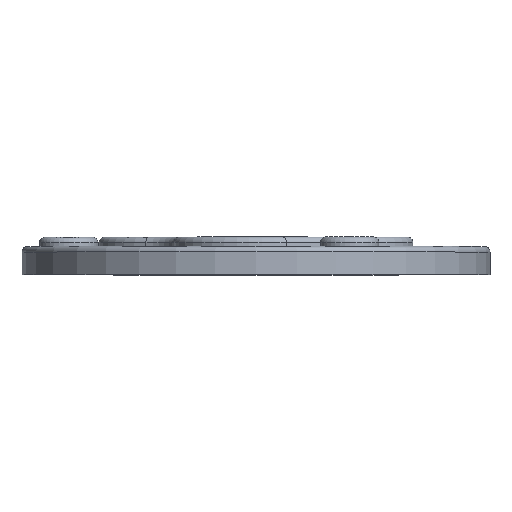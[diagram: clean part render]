
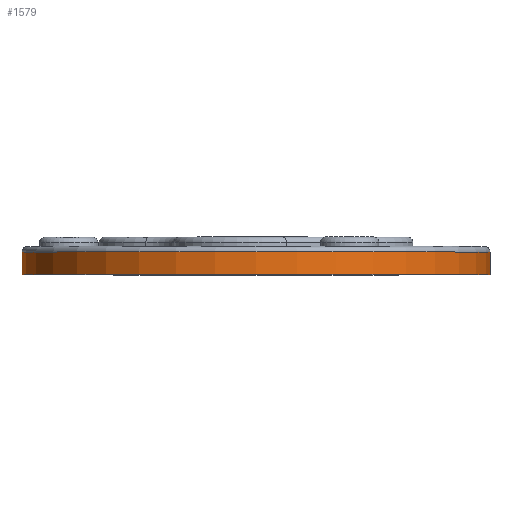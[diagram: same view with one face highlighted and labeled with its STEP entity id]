
A CAD part, top view. The second image highlights one B-rep face of the part: STEP entity #1579.
In plain terms, the highlighted cylindrical face has radius 50 mm (diameter 100 mm), a full revolution.
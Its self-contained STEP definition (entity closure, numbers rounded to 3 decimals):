
#27=FACE_BOUND('',#465,.T.);
#279=CYLINDRICAL_SURFACE('',#1737,50.);
#355=FACE_OUTER_BOUND('',#464,.T.);
#464=EDGE_LOOP('',(#1181));
#465=EDGE_LOOP('',(#1182));
#621=CIRCLE('',#1736,50.);
#622=CIRCLE('',#1738,50.);
#759=VERTEX_POINT('',#2582);
#760=VERTEX_POINT('',#2585);
#927=EDGE_CURVE('',#759,#759,#621,.T.);
#928=EDGE_CURVE('',#760,#760,#622,.T.);
#1181=ORIENTED_EDGE('',*,*,#927,.F.);
#1182=ORIENTED_EDGE('',*,*,#928,.F.);
#1579=ADVANCED_FACE('',(#355,#27),#279,.T.);
#1736=AXIS2_PLACEMENT_3D('',#2583,#2048,#2049);
#1737=AXIS2_PLACEMENT_3D('',#2584,#2050,#2051);
#1738=AXIS2_PLACEMENT_3D('',#2586,#2052,#2053);
#2048=DIRECTION('center_axis',(0.,1.,0.));
#2049=DIRECTION('ref_axis',(0.866,0.,-0.5));
#2050=DIRECTION('center_axis',(0.,-1.,0.));
#2051=DIRECTION('ref_axis',(0.866,0.,-0.5));
#2052=DIRECTION('center_axis',(0.,-1.,0.));
#2053=DIRECTION('ref_axis',(0.866,0.,-0.5));
#2582=CARTESIAN_POINT('',(-43.301,30.891,25.));
#2583=CARTESIAN_POINT('Origin',(0.,30.891,0.));
#2584=CARTESIAN_POINT('Origin',(0.,30.091,0.));
#2585=CARTESIAN_POINT('',(-43.301,26.091,25.));
#2586=CARTESIAN_POINT('Origin',(0.,26.091,0.));
